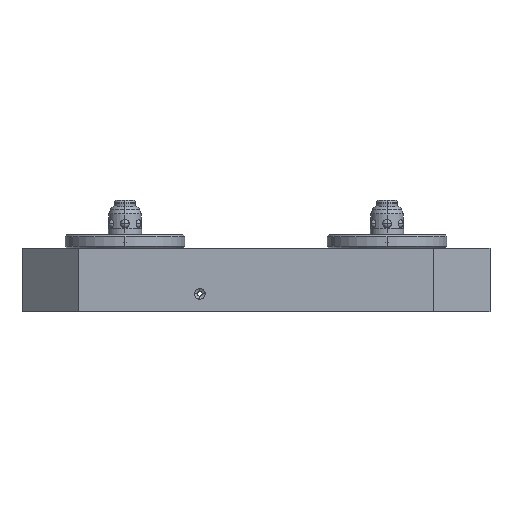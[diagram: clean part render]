
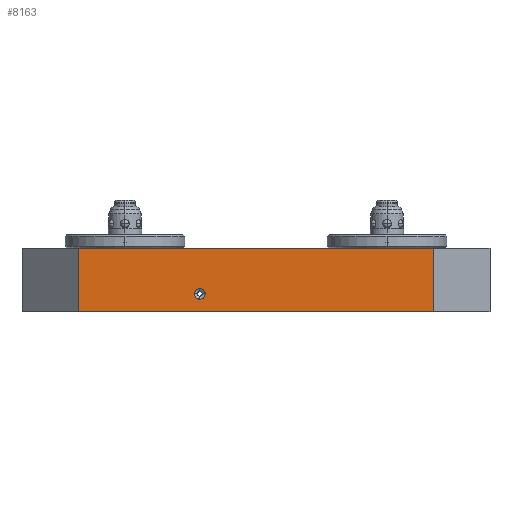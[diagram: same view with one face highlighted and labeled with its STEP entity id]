
A CAD part, front view. The second image highlights one B-rep face of the part: STEP entity #8163.
In plain terms, the highlighted face is planar.
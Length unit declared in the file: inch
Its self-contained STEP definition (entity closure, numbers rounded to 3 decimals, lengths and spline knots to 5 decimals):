
#4736=CARTESIAN_POINT('',(-7.64862,1.92913,-4.33071));
#4737=VERTEX_POINT('',#4736);
#4753=CARTESIAN_POINT('',(-7.87402,2.15453,-4.33071));
#4754=VERTEX_POINT('',#4753);
#4761=CARTESIAN_POINT('',(-7.87402,1.92913,-4.33071));
#4762=DIRECTION('',(0.0,0.0,1.0));
#4763=DIRECTION('',(0.0,-1.0,0.0));
#4764=AXIS2_PLACEMENT_3D('',#4761,#4762,#4763);
#4765=CIRCLE('',#4764,0.22539);
#4766=EDGE_CURVE('',#4737,#4754,#4765,.T.);
#4778=CARTESIAN_POINT('',(-8.09941,1.92913,-4.33071));
#4779=VERTEX_POINT('',#4778);
#4795=CARTESIAN_POINT('',(-7.87402,1.70374,-4.33071));
#4796=VERTEX_POINT('',#4795);
#4803=CARTESIAN_POINT('',(-7.87402,1.92913,-4.33071));
#4804=DIRECTION('',(0.0,0.0,1.0));
#4805=DIRECTION('',(0.0,-1.0,0.0));
#4806=AXIS2_PLACEMENT_3D('',#4803,#4804,#4805);
#4807=CIRCLE('',#4806,0.22539);
#4808=EDGE_CURVE('',#4779,#4796,#4807,.T.);
#6611=CARTESIAN_POINT('',(-7.87402,1.92913,-4.33071));
#6612=DIRECTION('',(0.0,0.0,1.0));
#6613=DIRECTION('',(0.0,-1.0,0.0));
#6614=AXIS2_PLACEMENT_3D('',#6611,#6612,#6613);
#6615=CIRCLE('',#6614,0.22539);
#6616=EDGE_CURVE('',#4754,#4779,#6615,.T.);
#6629=CARTESIAN_POINT('',(-7.87402,1.92913,-4.33071));
#6630=DIRECTION('',(0.0,0.0,1.0));
#6631=DIRECTION('',(0.0,-1.0,0.0));
#6632=AXIS2_PLACEMENT_3D('',#6629,#6630,#6631);
#6633=CIRCLE('',#6632,0.22539);
#6634=EDGE_CURVE('',#4796,#4737,#6633,.T.);
#7922=CARTESIAN_POINT('',(1.9685,2.67717,-4.33071));
#7923=VERTEX_POINT('',#7922);
#7930=CARTESIAN_POINT('',(-12.99213,2.67717,-4.33071));
#7931=VERTEX_POINT('',#7930);
#7932=CARTESIAN_POINT('',(-12.99213,2.67717,-4.33071));
#7933=DIRECTION('',(1.0,0.0,0.0));
#7934=VECTOR('',#7933,14.96063);
#7935=LINE('',#7932,#7934);
#7936=EDGE_CURVE('',#7931,#7923,#7935,.T.);
#8117=CARTESIAN_POINT('',(1.9685,0.,-4.33071));
#8118=VERTEX_POINT('',#8117);
#8125=CARTESIAN_POINT('',(1.9685,0.,-4.33071));
#8126=DIRECTION('',(0.0,1.0,0.0));
#8127=VECTOR('',#8126,2.67717);
#8128=LINE('',#8125,#8127);
#8129=EDGE_CURVE('',#8118,#7923,#8128,.T.);
#8134=CARTESIAN_POINT('',(-13.74016,2.81102,-4.33071));
#8135=DIRECTION('',(0.0,0.0,-1.0));
#8136=DIRECTION('',(-1.0,0.0,0.0));
#8137=AXIS2_PLACEMENT_3D('',#8134,#8135,#8136);
#8138=PLANE('',#8137);
#8139=ORIENTED_EDGE('',*,*,#7936,.T.);
#8140=ORIENTED_EDGE('',*,*,#8129,.F.);
#8141=CARTESIAN_POINT('',(-12.99213,0.,-4.33071));
#8142=VERTEX_POINT('',#8141);
#8143=CARTESIAN_POINT('',(-12.99213,0.,-4.33071));
#8144=DIRECTION('',(1.0,0.0,0.0));
#8145=VECTOR('',#8144,14.96063);
#8146=LINE('',#8143,#8145);
#8147=EDGE_CURVE('',#8142,#8118,#8146,.T.);
#8148=ORIENTED_EDGE('',*,*,#8147,.F.);
#8149=CARTESIAN_POINT('',(-12.99213,0.,-4.33071));
#8150=DIRECTION('',(0.0,1.0,0.0));
#8151=VECTOR('',#8150,2.67717);
#8152=LINE('',#8149,#8151);
#8153=EDGE_CURVE('',#8142,#7931,#8152,.T.);
#8154=ORIENTED_EDGE('',*,*,#8153,.T.);
#8155=EDGE_LOOP('',(#8139,#8140,#8148,#8154));
#8156=FACE_OUTER_BOUND('',#8155,.T.);
#8157=ORIENTED_EDGE('',*,*,#6634,.T.);
#8158=ORIENTED_EDGE('',*,*,#4766,.T.);
#8159=ORIENTED_EDGE('',*,*,#6616,.T.);
#8160=ORIENTED_EDGE('',*,*,#4808,.T.);
#8161=EDGE_LOOP('',(#8157,#8158,#8159,#8160));
#8162=FACE_BOUND('',#8161,.T.);
#8163=ADVANCED_FACE('',(#8156,#8162),#8138,.T.);
